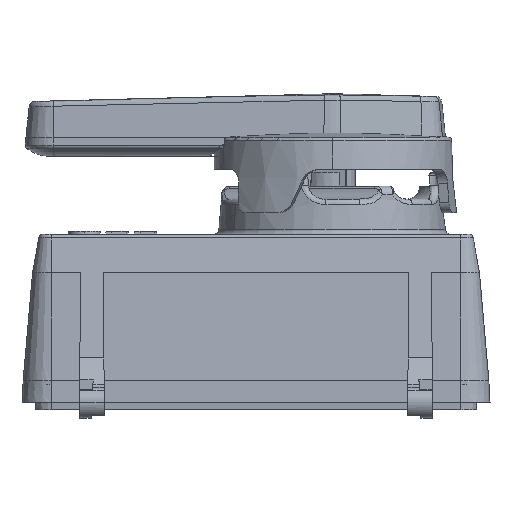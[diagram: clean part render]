
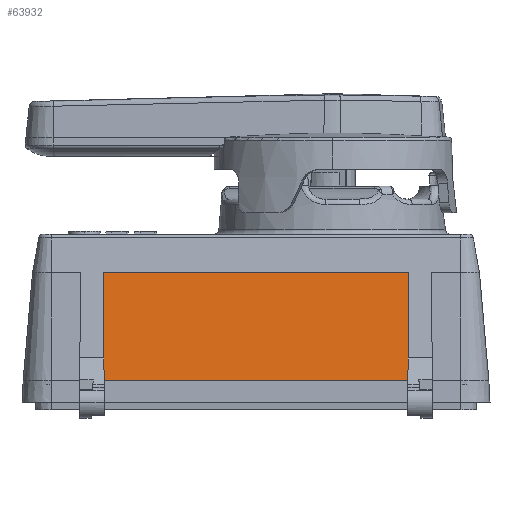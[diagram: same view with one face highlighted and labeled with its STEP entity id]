
A CAD part, front view. The second image highlights one B-rep face of the part: STEP entity #63932.
In plain terms, the highlighted planar face has unit normal (0, -0.996, 0.087).
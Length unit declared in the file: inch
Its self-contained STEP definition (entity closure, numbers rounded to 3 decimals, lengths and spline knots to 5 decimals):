
#7718 = PLANE ( 'NONE',  #49746 ) ;
#12281 = ORIENTED_EDGE ( 'NONE', *, *, #30065, .T. ) ;
#12400 = CARTESIAN_POINT ( 'NONE',  ( -3.09887, -3.48762, 0.23622 ) ) ;
#12765 = FACE_OUTER_BOUND ( 'NONE', #52295, .T. ) ;
#14325 = ORIENTED_EDGE ( 'NONE', *, *, #75497, .T. ) ;
#14839 = DIRECTION ( 'NONE',  ( 0.009, 0.087, 0.996 ) ) ;
#20277 = ORIENTED_EDGE ( 'NONE', *, *, #75250, .F. ) ;
#20678 = CARTESIAN_POINT ( 'NONE',  ( -2.53689, -3.48719, 0.24109 ) ) ;
#23108 = VERTEX_POINT ( 'NONE', #71481 ) ;
#24773 = DIRECTION ( 'NONE',  ( 0., -0.087, -0.996 ) ) ;
#25155 = LINE ( 'NONE', #49571, #36739 ) ;
#26341 = CARTESIAN_POINT ( 'NONE',  ( 0.71914, -3.38701, 1.38622 ) ) ;
#28105 = LINE ( 'NONE', #52901, #42841 ) ;
#28162 = VERTEX_POINT ( 'NONE', #41781 ) ;
#30065 = EDGE_CURVE ( 'NONE', #28162, #73883, #57006, .T. ) ;
#32307 = LINE ( 'NONE', #20678, #62991 ) ;
#36003 = DIRECTION ( 'NONE',  ( 0., -0.996, 0.087 ) ) ;
#36739 = VECTOR ( 'NONE', #66934, 39.37008 ) ;
#38458 = DIRECTION ( 'NONE',  ( -0.009, 0.087, 0.996 ) ) ;
#41781 = CARTESIAN_POINT ( 'NONE',  ( 0.70911, -3.48762, 0.23622 ) ) ;
#42697 = ORIENTED_EDGE ( 'NONE', *, *, #59918, .F. ) ;
#42841 = VECTOR ( 'NONE', #76474, 39.37008 ) ;
#49571 = CARTESIAN_POINT ( 'NONE',  ( -3.09887, -3.48762, 0.23622 ) ) ;
#49746 = AXIS2_PLACEMENT_3D ( 'NONE', #12400, #36003, #24773 ) ;
#52295 = EDGE_LOOP ( 'NONE', ( #12281, #20277, #42697, #14325 ) ) ;
#52901 = CARTESIAN_POINT ( 'NONE',  ( -3.09887, -3.38701, 1.38622 ) ) ;
#57006 = LINE ( 'NONE', #68978, #64236 ) ;
#59918 = EDGE_CURVE ( 'NONE', #23108, #71649, #32307, .T. ) ;
#62991 = VECTOR ( 'NONE', #38458, 39.37008 ) ;
#63932 = ADVANCED_FACE ( 'NONE', ( #12765 ), #7718, .T. ) ;
#64236 = VECTOR ( 'NONE', #14839, 39.37008 ) ;
#66934 = DIRECTION ( 'NONE',  ( 1., 0., 0. ) ) ;
#68331 = CARTESIAN_POINT ( 'NONE',  ( -2.54688, -3.38701, 1.38622 ) ) ;
#68978 = CARTESIAN_POINT ( 'NONE',  ( 0.71212, -3.45745, 0.58109 ) ) ;
#71481 = CARTESIAN_POINT ( 'NONE',  ( -2.53684, -3.48762, 0.23622 ) ) ;
#71649 = VERTEX_POINT ( 'NONE', #68331 ) ;
#73883 = VERTEX_POINT ( 'NONE', #26341 ) ;
#75250 = EDGE_CURVE ( 'NONE', #71649, #73883, #28105, .T. ) ;
#75497 = EDGE_CURVE ( 'NONE', #23108, #28162, #25155, .T. ) ;
#76474 = DIRECTION ( 'NONE',  ( 1., 0., 0. ) ) ;
